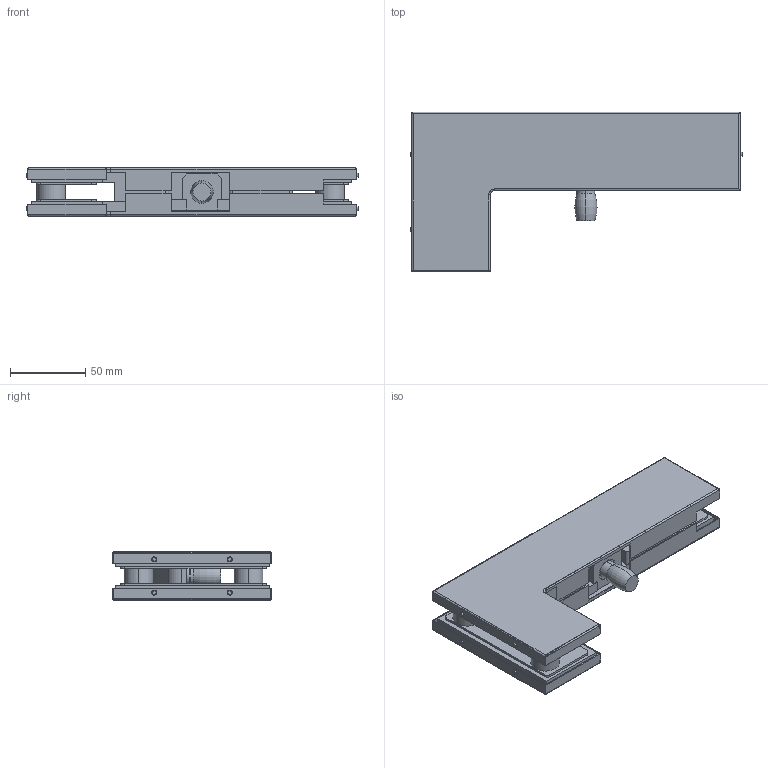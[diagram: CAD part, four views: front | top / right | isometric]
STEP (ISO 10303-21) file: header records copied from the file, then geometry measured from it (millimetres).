
FILE_DESCRIPTION (( 'STEP AP203' ), '1' );
FILE_NAME ('GS-304_ZP-808_S.STEP', '2019-03-27T06:08:52', ( '' ), ( '' ), 'SwSTEP 2.0', 'SolidWorks 2018', '' );
FILE_SCHEMA (( 'CONFIG_CONTROL_DESIGN' ));
Length unit declared in the file: millimetre
Products named in the file (6): GS-304_ZP-808_S.P1; GS-304_ZP-808_S; GS-304_ZP-808_S.P5; GS-304_ZP-808_S.P3; GS-304_ZP-808_S.P2; GS-304_ZP-808_S.P4
Assembly tree (7 placements, depth 2):
  GS-304_ZP-808_S
    GS-304_ZP-808_S.P1
    GS-304_ZP-808_S.P2
    GS-304_ZP-808_S.P3
    GS-304_ZP-808_S.P4  x2
    GS-304_ZP-808_S.P5  x2
Bounding box: 220.2 x 106 x 32 mm (x, y, z)
Volume: 279308.6 mm3; surface area: 172711 mm2
Topology: 12 solids, 12 shells, 271 faces, 663 edges, 432 vertices
Faces by surface type: plane 148, cylinder 117, torus 6
Entity records: 7729 total; most frequent: CARTESIAN_POINT 1276, DIRECTION 1239, ORIENTED_EDGE 1170, EDGE_CURVE 585, AXIS2_PLACEMENT_3D 423, VECTOR 393, LINE 393, VERTEX_POINT 380
